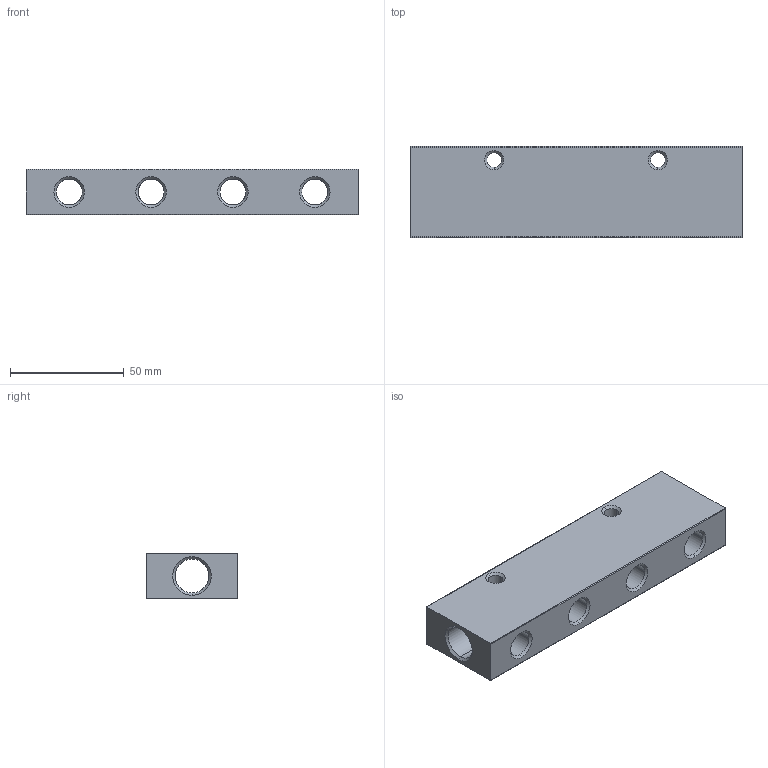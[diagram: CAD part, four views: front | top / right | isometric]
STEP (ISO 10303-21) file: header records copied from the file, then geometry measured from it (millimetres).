
FILE_DESCRIPTION(('STEP AP214'),'1');
FILE_NAME('3313_13_17_04.stp','2016-07-07T14:26:19',('TraceParts'),('TraceParts S.A.'),'Spatial InterOp 3D',' ',' ');
FILE_SCHEMA(('automotive_design'));
Length unit declared in the file: millimetre
Products named in the file (1): Solide1
Bounding box: 146 x 40 x 20 mm (x, y, z)
Volume: 78785.6 mm3; surface area: 28221.1 mm2
Topology: 1 solids, 1 shells, 60 faces, 182 edges, 124 vertices
Faces by surface type: cone 28, cylinder 26, plane 6
Entity records: 2970 total; most frequent: CARTESIAN_POINT 711, DIRECTION 388, ORIENTED_EDGE 364, EDGE_CURVE 182, AXIS2_PLACEMENT_3D 161, VERTEX_POINT 124, CIRCLE 100, EDGE_LOOP 82
